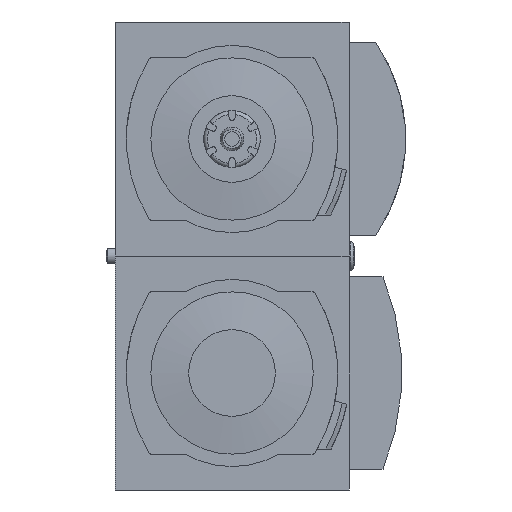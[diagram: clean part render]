
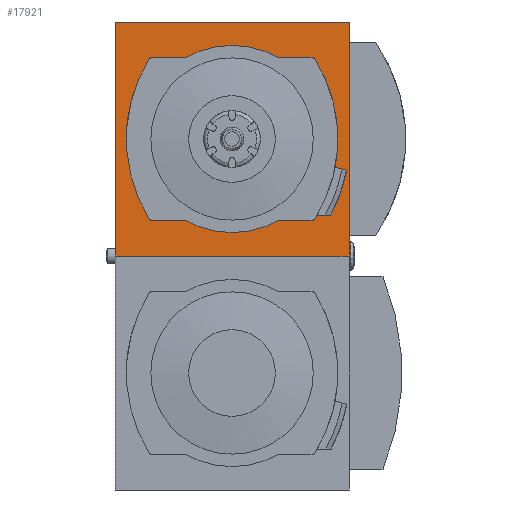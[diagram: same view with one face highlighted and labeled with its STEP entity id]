
A CAD part, front view. The second image highlights one B-rep face of the part: STEP entity #17921.
In plain terms, the highlighted planar face has unit normal (0, -1, 0).
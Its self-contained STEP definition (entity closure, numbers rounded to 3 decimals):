
#230=PLANE('',#18717);
#859=LINE('',#24198,#2184);
#860=LINE('',#24201,#2185);
#861=LINE('',#24203,#2186);
#862=LINE('',#24205,#2187);
#863=LINE('',#24206,#2188);
#864=LINE('',#24210,#2189);
#865=LINE('',#24213,#2190);
#866=LINE('',#24217,#2191);
#867=LINE('',#24222,#2192);
#868=LINE('',#24226,#2193);
#2184=VECTOR('',#20259,1000.);
#2185=VECTOR('',#20260,1000.);
#2186=VECTOR('',#20261,1000.);
#2187=VECTOR('',#20262,1000.);
#2188=VECTOR('',#20263,1000.);
#2189=VECTOR('',#20266,1000.);
#2190=VECTOR('',#20269,1000.);
#2191=VECTOR('',#20272,1000.);
#2192=VECTOR('',#20277,1000.);
#2193=VECTOR('',#20280,1000.);
#3334=CIRCLE('',#18709,40.);
#3336=CIRCLE('',#18711,40.);
#3340=CIRCLE('',#18716,40.);
#3341=CIRCLE('',#18718,41.2);
#3342=CIRCLE('',#18719,0.5);
#3343=CIRCLE('',#18720,24.8);
#3344=CIRCLE('',#18721,0.5);
#3345=CIRCLE('',#18722,0.5);
#3346=CIRCLE('',#18723,24.8);
#3347=CIRCLE('',#18724,0.5);
#4099=ORIENTED_EDGE('',*,*,#7911,.F.);
#4100=ORIENTED_EDGE('',*,*,#7912,.F.);
#4101=ORIENTED_EDGE('',*,*,#7913,.F.);
#4102=ORIENTED_EDGE('',*,*,#7914,.F.);
#4103=ORIENTED_EDGE('',*,*,#7900,.T.);
#4104=ORIENTED_EDGE('',*,*,#7915,.F.);
#4105=ORIENTED_EDGE('',*,*,#7916,.F.);
#4106=ORIENTED_EDGE('',*,*,#7917,.F.);
#4107=ORIENTED_EDGE('',*,*,#7896,.T.);
#4108=ORIENTED_EDGE('',*,*,#7918,.T.);
#4109=ORIENTED_EDGE('',*,*,#7919,.T.);
#4110=ORIENTED_EDGE('',*,*,#7920,.T.);
#4111=ORIENTED_EDGE('',*,*,#7921,.T.);
#4112=ORIENTED_EDGE('',*,*,#7922,.T.);
#4113=ORIENTED_EDGE('',*,*,#7908,.T.);
#4114=ORIENTED_EDGE('',*,*,#7923,.T.);
#4115=ORIENTED_EDGE('',*,*,#7924,.T.);
#4116=ORIENTED_EDGE('',*,*,#7925,.T.);
#4117=ORIENTED_EDGE('',*,*,#7926,.T.);
#4118=ORIENTED_EDGE('',*,*,#7927,.T.);
#7896=EDGE_CURVE('',#9803,#9802,#3334,.T.);
#7900=EDGE_CURVE('',#9799,#9806,#3336,.T.);
#7908=EDGE_CURVE('',#9811,#9814,#3340,.T.);
#7911=EDGE_CURVE('',#9815,#9816,#859,.T.);
#7912=EDGE_CURVE('',#9817,#9815,#860,.T.);
#7913=EDGE_CURVE('',#9818,#9817,#861,.T.);
#7914=EDGE_CURVE('',#9816,#9818,#862,.T.);
#7915=EDGE_CURVE('',#9819,#9806,#863,.T.);
#7916=EDGE_CURVE('',#9820,#9819,#3341,.F.);
#7917=EDGE_CURVE('',#9803,#9820,#864,.T.);
#7918=EDGE_CURVE('',#9802,#9821,#3342,.T.);
#7919=EDGE_CURVE('',#9821,#9822,#865,.T.);
#7920=EDGE_CURVE('',#9822,#9823,#3343,.T.);
#7921=EDGE_CURVE('',#9823,#9824,#866,.T.);
#7922=EDGE_CURVE('',#9824,#9811,#3344,.T.);
#7923=EDGE_CURVE('',#9814,#9825,#3345,.T.);
#7924=EDGE_CURVE('',#9825,#9826,#867,.T.);
#7925=EDGE_CURVE('',#9826,#9827,#3346,.T.);
#7926=EDGE_CURVE('',#9827,#9828,#868,.T.);
#7927=EDGE_CURVE('',#9828,#9799,#3347,.T.);
#9799=VERTEX_POINT('',#24163);
#9802=VERTEX_POINT('',#24168);
#9803=VERTEX_POINT('',#24170);
#9806=VERTEX_POINT('',#24176);
#9811=VERTEX_POINT('',#24188);
#9814=VERTEX_POINT('',#24193);
#9815=VERTEX_POINT('',#24199);
#9816=VERTEX_POINT('',#24200);
#9817=VERTEX_POINT('',#24202);
#9818=VERTEX_POINT('',#24204);
#9819=VERTEX_POINT('',#24207);
#9820=VERTEX_POINT('',#24209);
#9821=VERTEX_POINT('',#24212);
#9822=VERTEX_POINT('',#24214);
#9823=VERTEX_POINT('',#24216);
#9824=VERTEX_POINT('',#24218);
#9825=VERTEX_POINT('',#24221);
#9826=VERTEX_POINT('',#24223);
#9827=VERTEX_POINT('',#24225);
#9828=VERTEX_POINT('',#24227);
#11166=EDGE_LOOP('',(#4099,#4100,#4101,#4102));
#11167=EDGE_LOOP('',(#4103,#4104,#4105,#4106,#4107,#4108,#4109,#4110,#4111,
#4112,#4113,#4114,#4115,#4116,#4117,#4118));
#12015=FACE_BOUND('',#11166,.T.);
#12016=FACE_BOUND('',#11167,.T.);
#17921=ADVANCED_FACE('',(#12015,#12016),#230,.F.);
#18709=AXIS2_PLACEMENT_3D('',#24169,#20233,#20234);
#18711=AXIS2_PLACEMENT_3D('',#24177,#20239,#20240);
#18716=AXIS2_PLACEMENT_3D('',#24194,#20253,#20254);
#18717=AXIS2_PLACEMENT_3D('',#24197,#20257,#20258);
#18718=AXIS2_PLACEMENT_3D('',#24208,#20264,#20265);
#18719=AXIS2_PLACEMENT_3D('',#24211,#20267,#20268);
#18720=AXIS2_PLACEMENT_3D('',#24215,#20270,#20271);
#18721=AXIS2_PLACEMENT_3D('',#24219,#20273,#20274);
#18722=AXIS2_PLACEMENT_3D('',#24220,#20275,#20276);
#18723=AXIS2_PLACEMENT_3D('',#24224,#20278,#20279);
#18724=AXIS2_PLACEMENT_3D('',#24228,#20281,#20282);
#20233=DIRECTION('',(0.,1.,0.));
#20234=DIRECTION('',(1.,0.,0.));
#20239=DIRECTION('',(0.,1.,0.));
#20240=DIRECTION('',(1.,0.,0.));
#20253=DIRECTION('',(0.,1.,0.));
#20254=DIRECTION('',(1.,0.,0.));
#20257=DIRECTION('',(0.,1.,0.));
#20258=DIRECTION('',(0.,0.,1.));
#20259=DIRECTION('',(-1.,0.,0.));
#20260=DIRECTION('',(0.,0.,-1.));
#20261=DIRECTION('',(1.,0.,0.));
#20262=DIRECTION('',(0.,0.,1.));
#20263=DIRECTION('',(-0.966,0.,0.259));
#20264=DIRECTION('',(0.,1.,0.));
#20265=DIRECTION('',(0.,0.,1.));
#20266=DIRECTION('',(1.,0.,0.));
#20267=DIRECTION('',(0.,1.,0.));
#20268=DIRECTION('',(1.,0.,0.));
#20269=DIRECTION('',(-1.,0.,0.));
#20270=DIRECTION('',(0.,1.,0.));
#20271=DIRECTION('',(1.,0.,0.));
#20272=DIRECTION('',(-1.,0.,0.));
#20273=DIRECTION('',(0.,1.,0.));
#20274=DIRECTION('',(1.,0.,0.));
#20275=DIRECTION('',(0.,1.,0.));
#20276=DIRECTION('',(1.,0.,0.));
#20277=DIRECTION('',(1.,0.,0.));
#20278=DIRECTION('',(0.,1.,0.));
#20279=DIRECTION('',(1.,0.,0.));
#20280=DIRECTION('',(1.,0.,0.));
#20281=DIRECTION('',(0.,1.,0.));
#20282=DIRECTION('',(1.,0.,0.));
#24163=CARTESIAN_POINT('',(21.879,-45.5,21.266));
#24168=CARTESIAN_POINT('',(21.879,-45.5,-21.266));
#24169=CARTESIAN_POINT('',(-12.,-45.5,0.));
#24170=CARTESIAN_POINT('',(22.554,-45.5,-20.15));
#24176=CARTESIAN_POINT('',(27.298,-45.5,-7.463));
#24177=CARTESIAN_POINT('',(-12.,-45.5,0.));
#24188=CARTESIAN_POINT('',(-21.879,-45.5,-21.266));
#24193=CARTESIAN_POINT('',(-21.879,-45.5,21.266));
#24194=CARTESIAN_POINT('',(12.,-45.5,0.));
#24197=CARTESIAN_POINT('',(0.,-45.5,0.));
#24198=CARTESIAN_POINT('',(31.,-45.5,-31.));
#24199=CARTESIAN_POINT('',(31.,-45.5,-31.));
#24200=CARTESIAN_POINT('',(-31.,-45.5,-31.));
#24201=CARTESIAN_POINT('',(31.,-45.5,31.));
#24202=CARTESIAN_POINT('',(31.,-45.5,31.));
#24203=CARTESIAN_POINT('',(-31.,-45.5,31.));
#24204=CARTESIAN_POINT('',(-31.,-45.5,31.));
#24205=CARTESIAN_POINT('',(-31.,-45.5,-31.));
#24206=CARTESIAN_POINT('',(30.42,-45.5,-8.3));
#24207=CARTESIAN_POINT('',(28.46,-45.5,-7.775));
#24208=CARTESIAN_POINT('',(-12.,-45.5,0.));
#24209=CARTESIAN_POINT('',(23.936,-45.5,-20.15));
#24210=CARTESIAN_POINT('',(0.,-45.5,-20.15));
#24211=CARTESIAN_POINT('',(21.455,-45.5,-21.));
#24212=CARTESIAN_POINT('',(21.455,-45.5,-21.5));
#24213=CARTESIAN_POINT('',(21.455,-45.5,-21.5));
#24214=CARTESIAN_POINT('',(12.361,-45.5,-21.5));
#24215=CARTESIAN_POINT('',(0.,-45.5,0.));
#24216=CARTESIAN_POINT('',(-12.361,-45.5,-21.5));
#24217=CARTESIAN_POINT('',(-12.361,-45.5,-21.5));
#24218=CARTESIAN_POINT('',(-21.455,-45.5,-21.5));
#24219=CARTESIAN_POINT('',(-21.455,-45.5,-21.));
#24220=CARTESIAN_POINT('',(-21.455,-45.5,21.));
#24221=CARTESIAN_POINT('',(-21.455,-45.5,21.5));
#24222=CARTESIAN_POINT('',(-21.455,-45.5,21.5));
#24223=CARTESIAN_POINT('',(-12.361,-45.5,21.5));
#24224=CARTESIAN_POINT('',(0.,-45.5,0.));
#24225=CARTESIAN_POINT('',(12.361,-45.5,21.5));
#24226=CARTESIAN_POINT('',(12.361,-45.5,21.5));
#24227=CARTESIAN_POINT('',(21.455,-45.5,21.5));
#24228=CARTESIAN_POINT('',(21.455,-45.5,21.));
